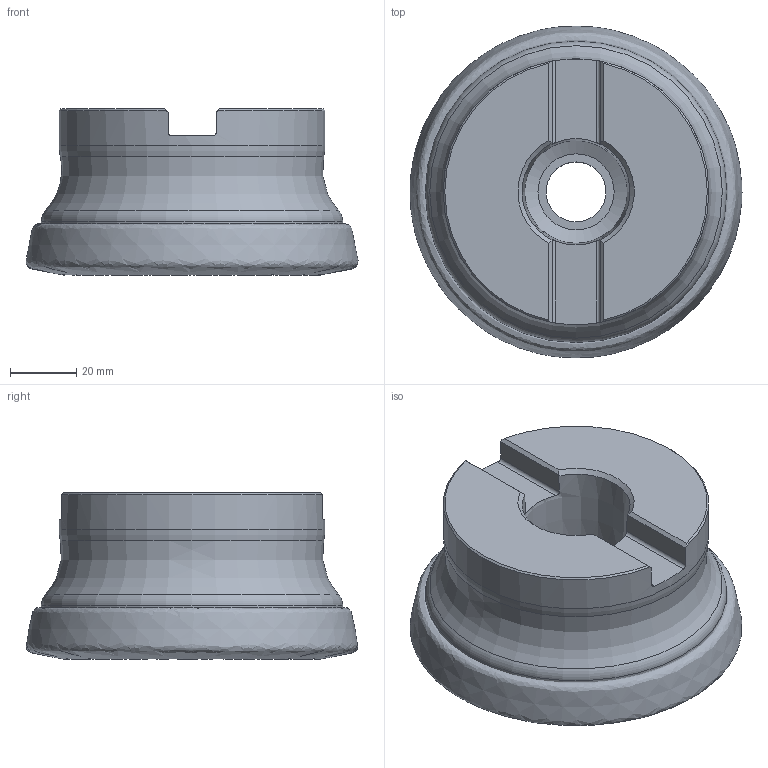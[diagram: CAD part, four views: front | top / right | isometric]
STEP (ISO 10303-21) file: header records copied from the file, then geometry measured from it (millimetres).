
FILE_DESCRIPTION(/* description */ (''),/* implementation_level */ '2;1');
FILE_NAME(/* name */ 'R220.21-0100-SP14.8A_Basic.stp',/* time_stamp */ '2021-04-22T09:47:29+05:00',/* author */ (''),/* organization */ (''),/* preprocessor_version */ 'ST-DEVELOPER v16.7',/* originating_system */ 'SIEMENS PLM Software NX 12.0',/* authorisation */ '');
FILE_SCHEMA (('AUTOMOTIVE_DESIGN { 1 0 10303 214 3 1 1 1 }'));
Length unit declared in the file: millimetre
Products named in the file (4): CUT; NOCUT; ASSEMBLY_CONSTRUCTION; inpu7F1C3952wquk
Assembly tree (3 placements, depth 2):
  inpu7F1C3952wquk
    ASSEMBLY_CONSTRUCTION
    NOCUT
    CUT
Bounding box: 99.93 x 99.88 x 49.99 mm (x, y, z)
Volume: 280371.7 mm3; surface area: 43066.7 mm2
Topology: 2 solids, 2 shells, 40 faces, 103 edges, 81 vertices
Faces by surface type: plane 15, cone 9, cylinder 8, torus 7, revolution 1
Full cylindrical faces by diameter (mm): 18 x1, 26 x1, 80 x1, 90.7 x1
Entity records: 1575 total; most frequent: CARTESIAN_POINT 470, DIRECTION 201, ORIENTED_EDGE 156, AXIS2_PLACEMENT_3D 90, EDGE_CURVE 78, VERTEX_POINT 59, EDGE_LOOP 58, ADVANCED_FACE 40
